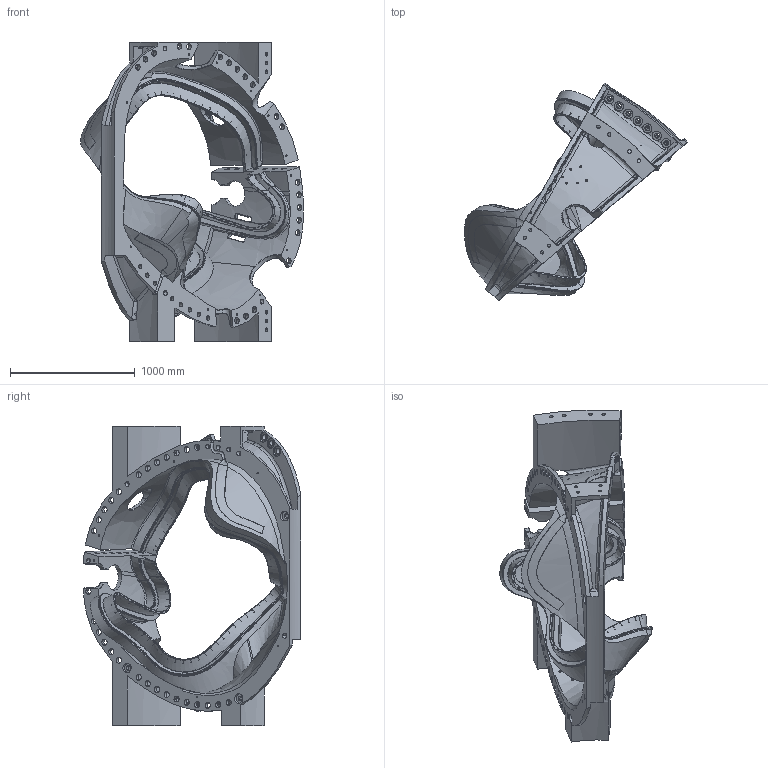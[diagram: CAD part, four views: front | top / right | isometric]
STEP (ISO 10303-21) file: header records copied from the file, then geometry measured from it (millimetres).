
FILE_DESCRIPTION((''),'2;1');
FILE_NAME('SE141-116','2004-09-30T',('xdw'),(''),'PRO/ENGINEER BY PARAMETRIC TECHNOLOGY CORPORATION, 2003490','PRO/ENGINEER BY PARAMETRIC TECHNOLOGY CORPORATION, 2003490','');
FILE_SCHEMA(('CONFIG_CONTROL_DESIGN'));
Length unit declared in the file: inch
Products named in the file (1): SE141-116
Bounding box: 1786.23 x 1744.13 x 2397.12 mm (x, y, z)
Volume: 287894964.8 mm3; surface area: 15234278.9 mm2
Topology: 1 solids, 1 shells, 1839 faces, 4663 edges, 2808 vertices
Faces by surface type: cylinder 841, bspline 405, cone 270, plane 252, sphere 49, extrusion 19, torus 3
Entity records: 110688 total; most frequent: CARTESIAN_POINT 70513, ORIENTED_EDGE 8840, DIRECTION 7147, EDGE_CURVE 4420, AXIS2_PLACEMENT_3D 2837, VERTEX_POINT 2808, EDGE_LOOP 2288, FACE_OUTER_BOUND 1839
